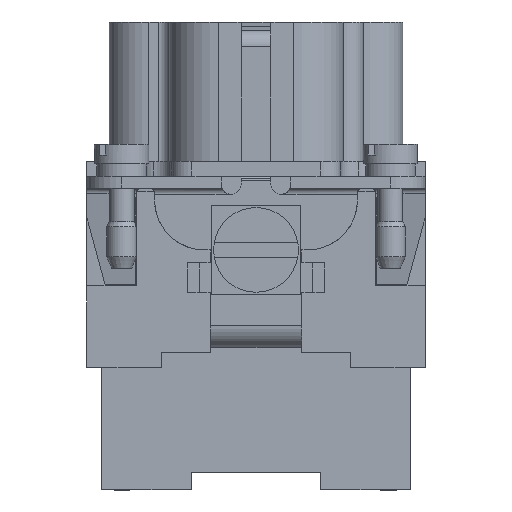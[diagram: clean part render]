
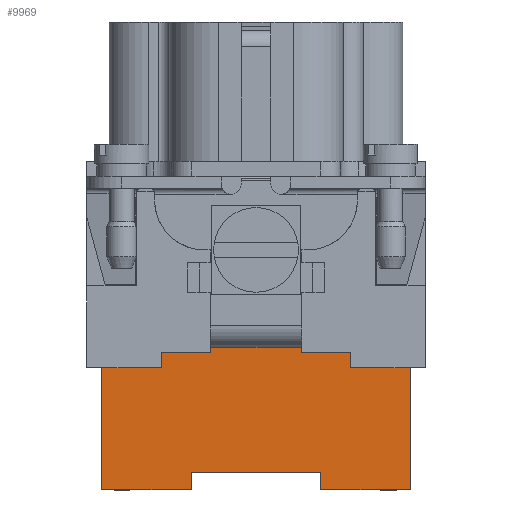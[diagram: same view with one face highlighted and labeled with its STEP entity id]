
A CAD part, left-side view. The second image highlights one B-rep face of the part: STEP entity #9969.
In plain terms, the highlighted planar face has unit normal (-1, 0, 0).
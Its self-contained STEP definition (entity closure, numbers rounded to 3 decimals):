
#9969=ADVANCED_FACE('',(#11944),#10997,.T.);
#10997=PLANE('',#33918);
#11944=FACE_OUTER_BOUND('',#13586,.T.);
#13586=EDGE_LOOP('',(#19059,#19060,#19061,#19062,#19063,#19064,#19065,#19066,
#19067,#19068,#19069,#19070));
#19059=ORIENTED_EDGE('',*,*,#25828,.T.);
#19060=ORIENTED_EDGE('',*,*,#25560,.T.);
#19061=ORIENTED_EDGE('',*,*,#25558,.T.);
#19062=ORIENTED_EDGE('',*,*,#25554,.T.);
#19063=ORIENTED_EDGE('',*,*,#23798,.T.);
#19064=ORIENTED_EDGE('',*,*,#25515,.T.);
#19065=ORIENTED_EDGE('',*,*,#25494,.T.);
#19066=ORIENTED_EDGE('',*,*,#25453,.T.);
#19067=ORIENTED_EDGE('',*,*,#23763,.T.);
#19068=ORIENTED_EDGE('',*,*,#25578,.F.);
#19069=ORIENTED_EDGE('',*,*,#25756,.T.);
#19070=ORIENTED_EDGE('',*,*,#25752,.T.);
#21543=VERTEX_POINT('',#40395);
#21545=VERTEX_POINT('',#40398);
#21577=VERTEX_POINT('',#40604);
#21579=VERTEX_POINT('',#40608);
#22864=VERTEX_POINT('',#46414);
#22893=VERTEX_POINT('',#46492);
#22926=VERTEX_POINT('',#46601);
#22929=VERTEX_POINT('',#46612);
#22930=VERTEX_POINT('',#46616);
#22939=VERTEX_POINT('',#46648);
#23035=VERTEX_POINT('',#47024);
#23036=VERTEX_POINT('',#47025);
#23763=EDGE_CURVE('',#21545,#21543,#27530,.T.);
#23798=EDGE_CURVE('',#21577,#21579,#27536,.T.);
#25453=EDGE_CURVE('',#22864,#21545,#28282,.T.);
#25494=EDGE_CURVE('',#22893,#22864,#28323,.T.);
#25515=EDGE_CURVE('',#21579,#22893,#28344,.T.);
#25554=EDGE_CURVE('',#22926,#21577,#28383,.T.);
#25558=EDGE_CURVE('',#22929,#22926,#28387,.T.);
#25560=EDGE_CURVE('',#22930,#22929,#28389,.T.);
#25578=EDGE_CURVE('',#22939,#21543,#28407,.T.);
#25752=EDGE_CURVE('',#23035,#23036,#28560,.T.);
#25756=EDGE_CURVE('',#22939,#23035,#28564,.T.);
#25828=EDGE_CURVE('',#23036,#22930,#28633,.T.);
#27530=LINE('',#40397,#29363);
#27536=LINE('',#40609,#29369);
#28282=LINE('',#46413,#30115);
#28323=LINE('',#46491,#30156);
#28344=LINE('',#46530,#30177);
#28383=LINE('',#46605,#30216);
#28387=LINE('',#46611,#30220);
#28389=LINE('',#46615,#30222);
#28407=LINE('',#46649,#30240);
#28560=LINE('',#47023,#30393);
#28564=LINE('',#47030,#30397);
#28633=LINE('',#47185,#30466);
#29363=VECTOR('',#34624,1.);
#29369=VECTOR('',#34632,1.);
#30115=VECTOR('',#37682,1.);
#30156=VECTOR('',#37739,1.);
#30177=VECTOR('',#37762,1.);
#30216=VECTOR('',#37837,1.);
#30220=VECTOR('',#37843,1.);
#30222=VECTOR('',#37847,1.);
#30240=VECTOR('',#37877,1.);
#30393=VECTOR('',#38216,1.);
#30397=VECTOR('',#38222,1.);
#30466=VECTOR('',#38395,1.);
#33918=AXIS2_PLACEMENT_3D('',#47207,#38418,#38419);
#34624=DIRECTION('',(0.,-1.,0.));
#34632=DIRECTION('',(0.,-1.,0.));
#37682=DIRECTION('',(0.,0.,-1.));
#37739=DIRECTION('',(0.,-1.,0.));
#37762=DIRECTION('',(0.,0.,1.));
#37837=DIRECTION('',(0.,0.,-1.));
#37843=DIRECTION('',(0.,1.,0.));
#37847=DIRECTION('',(0.,0.,-1.));
#37877=DIRECTION('',(0.,0.,-1.));
#38216=DIRECTION('',(0.,0.,1.));
#38222=DIRECTION('',(0.,1.,0.));
#38395=DIRECTION('',(0.,1.,0.));
#38418=DIRECTION('',(-1.,0.,0.));
#38419=DIRECTION('',(0.,1.,0.));
#40395=CARTESIAN_POINT('',(-27.5,-15.5,-30.3));
#40397=CARTESIAN_POINT('',(-27.5,-6.5,-30.3));
#40398=CARTESIAN_POINT('',(-27.5,-6.5,-30.3));
#40604=CARTESIAN_POINT('',(-27.5,15.5,-30.3));
#40608=CARTESIAN_POINT('',(-27.5,6.5,-30.3));
#40609=CARTESIAN_POINT('',(-27.5,14.5,-30.3));
#46413=CARTESIAN_POINT('',(-27.5,-6.5,-28.5));
#46414=CARTESIAN_POINT('',(-27.5,-6.5,-28.5));
#46491=CARTESIAN_POINT('',(-27.5,6.5,-28.5));
#46492=CARTESIAN_POINT('',(-27.5,6.5,-28.5));
#46530=CARTESIAN_POINT('',(-27.5,6.5,-30.3));
#46601=CARTESIAN_POINT('',(-27.5,15.5,-18.));
#46605=CARTESIAN_POINT('',(-27.5,15.5,-18.));
#46611=CARTESIAN_POINT('',(-27.5,9.5,-18.));
#46612=CARTESIAN_POINT('',(-27.5,9.5,-18.));
#46615=CARTESIAN_POINT('',(-27.5,9.5,-14.3));
#46616=CARTESIAN_POINT('',(-27.5,9.5,-14.3));
#46648=CARTESIAN_POINT('',(-27.5,-15.5,-18.));
#46649=CARTESIAN_POINT('',(-27.5,-15.5,-18.));
#47023=CARTESIAN_POINT('',(-27.5,-9.5,-18.));
#47024=CARTESIAN_POINT('',(-27.5,-9.5,-18.));
#47025=CARTESIAN_POINT('',(-27.5,-9.5,-14.3));
#47030=CARTESIAN_POINT('',(-27.5,-15.5,-18.));
#47185=CARTESIAN_POINT('',(-27.5,-9.5,-14.3));
#47207=CARTESIAN_POINT('',(-27.5,-15.6,-9.4));
